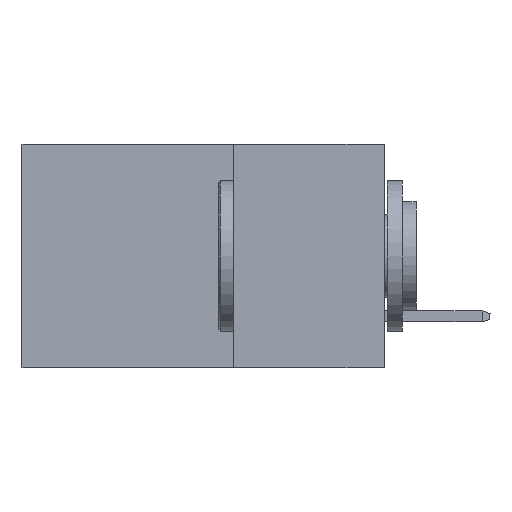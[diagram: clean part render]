
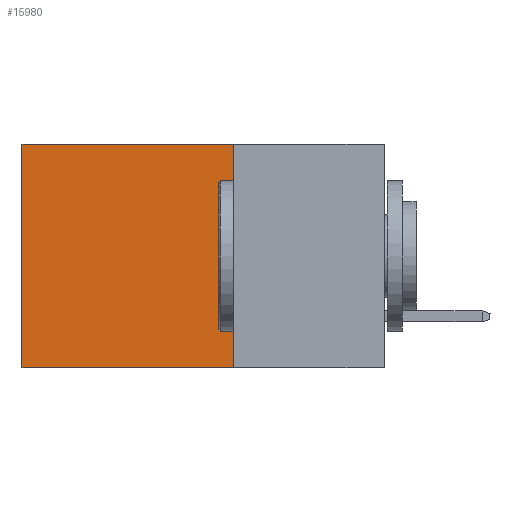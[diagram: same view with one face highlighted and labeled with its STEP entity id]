
A CAD part, left-side view. The second image highlights one B-rep face of the part: STEP entity #15980.
In plain terms, the highlighted planar face has unit normal (-1, 0, 0).
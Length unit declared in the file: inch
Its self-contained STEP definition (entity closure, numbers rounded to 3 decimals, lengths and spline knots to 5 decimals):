
#460 = VECTOR ( 'NONE', #676, 39.37008 ) ;
#676 = DIRECTION ( 'NONE',  ( 0., 0., -1. ) ) ;
#1101 = EDGE_CURVE ( 'NONE', #8373, #12503, #20293, .T. ) ;
#1623 = AXIS2_PLACEMENT_3D ( 'NONE', #2315, #2581, #25471 ) ;
#1634 = CARTESIAN_POINT ( 'NONE',  ( 0.2615, 0.6, -0.37 ) ) ;
#1638 = CARTESIAN_POINT ( 'NONE',  ( 0.2615, 0.25, -0.37 ) ) ;
#2315 = CARTESIAN_POINT ( 'NONE',  ( 0.2615, 0.25, -0.37 ) ) ;
#2581 = DIRECTION ( 'NONE',  ( 1., 0., 0. ) ) ;
#3792 = EDGE_LOOP ( 'NONE', ( #7979, #6768, #23115, #13197 ) ) ;
#3832 = CARTESIAN_POINT ( 'NONE',  ( 0.2615, 0.6, -0.37 ) ) ;
#5767 = VECTOR ( 'NONE', #20689, 39.37008 ) ;
#6768 = ORIENTED_EDGE ( 'NONE', *, *, #1101, .F. ) ;
#7943 = LINE ( 'NONE', #3832, #22484 ) ;
#7979 = ORIENTED_EDGE ( 'NONE', *, *, #8468, .T. ) ;
#8373 = VERTEX_POINT ( 'NONE', #20330 ) ;
#8468 = EDGE_CURVE ( 'NONE', #8540, #12503, #7943, .T. ) ;
#8540 = VERTEX_POINT ( 'NONE', #12422 ) ;
#8603 = FACE_OUTER_BOUND ( 'NONE', #3792, .T. ) ;
#10788 = PLANE ( 'NONE',  #1623 ) ;
#12031 = DIRECTION ( 'NONE',  ( 0., 0., -1. ) ) ;
#12298 = CARTESIAN_POINT ( 'NONE',  ( 0.2615, 0.25, 0. ) ) ;
#12422 = CARTESIAN_POINT ( 'NONE',  ( 0.2615, 0.6, 0. ) ) ;
#12503 = VERTEX_POINT ( 'NONE', #1634 ) ;
#12810 = LINE ( 'NONE', #17172, #460 ) ;
#13197 = ORIENTED_EDGE ( 'NONE', *, *, #17729, .T. ) ;
#14335 = DIRECTION ( 'NONE',  ( 0., 1., 0. ) ) ;
#15980 = ADVANCED_FACE ( 'NONE', ( #8603 ), #10788, .F. ) ;
#17172 = CARTESIAN_POINT ( 'NONE',  ( 0.2615, 0.25, -0.37 ) ) ;
#17729 = EDGE_CURVE ( 'NONE', #26871, #8540, #20461, .T. ) ;
#18678 = CARTESIAN_POINT ( 'NONE',  ( 0.2615, 0.25, 0. ) ) ;
#20293 = LINE ( 'NONE', #1638, #5767 ) ;
#20330 = CARTESIAN_POINT ( 'NONE',  ( 0.2615, 0.25, -0.37 ) ) ;
#20461 = LINE ( 'NONE', #12298, #22506 ) ;
#20689 = DIRECTION ( 'NONE',  ( 0., 1., 0. ) ) ;
#22484 = VECTOR ( 'NONE', #12031, 39.37008 ) ;
#22506 = VECTOR ( 'NONE', #14335, 39.37008 ) ;
#23115 = ORIENTED_EDGE ( 'NONE', *, *, #23270, .F. ) ;
#23270 = EDGE_CURVE ( 'NONE', #26871, #8373, #12810, .T. ) ;
#25471 = DIRECTION ( 'NONE',  ( 0., 0., -1. ) ) ;
#26871 = VERTEX_POINT ( 'NONE', #18678 ) ;
